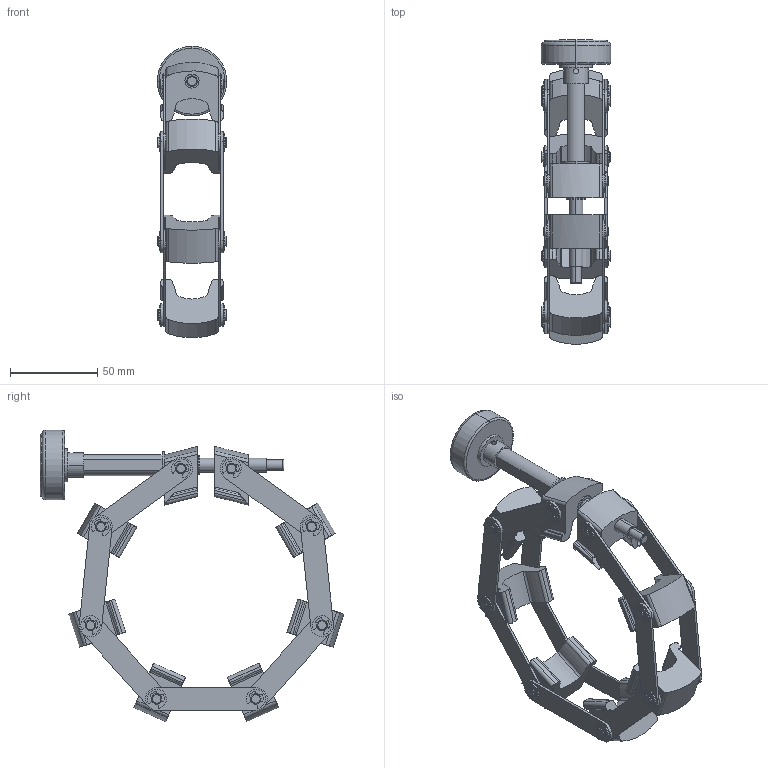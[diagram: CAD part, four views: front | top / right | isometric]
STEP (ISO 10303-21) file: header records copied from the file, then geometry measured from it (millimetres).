
FILE_DESCRIPTION( (''), '2;1');
FILE_NAME ('CAD714.2036.VP1080_14440.stp','2016-04-22T10:25:10',(''),(''),'spGate 11.3.9','spGate','');
FILE_SCHEMA (('AUTOMOTIVE_DESIGN'));
Length unit declared in the file: millimetre
Products named in the file (29): Assembly; 品番1・2_mr; 品番1・2; 品番5; 品番6; 品番5_mr; 品番5_mr-1; 品番5_mr-2; 品番5_mr-3; 品番5_mr-4; 品番5_mr-5; 品番5_mr-6; 品番8_mr; C止め輪; 品番8_mr-1; C止め輪_mr; 品番8_mr-2; C止め輪_mr-1; C止め輪_mr-2; C止め輪_mr-3; C止め輪_mr-4; C止め輪_mr-5; C止め輪_mr-6; C止め輪_mr-7; 品番7; 品番3_mr-1; 品番4_mr-1; C止め輪_mr-8; 品番11
Assembly tree (52 placements, depth 2):
  Assembly
    品番1・2_mr
    品番1・2
    品番5  x7
    品番6  x6
    品番5_mr
    品番5_mr-1
    品番5_mr-2
    品番5_mr-3
    品番5_mr-4
    品番5_mr-5
    品番5_mr-6
    品番8_mr  x2
    C止め輪  x8
    品番8_mr-1
    C止め輪_mr
    品番8_mr-2
    C止め輪_mr-1
    C止め輪_mr-2
    C止め輪_mr-3
    C止め輪_mr-4
    C止め輪_mr-5
    C止め輪_mr-6
    C止め輪_mr-7
    品番7  x6
    品番3_mr-1
    品番4_mr-1
    C止め輪_mr-8
    品番11
Bounding box: 40.2 x 174.46 x 167.4 mm (x, y, z)
Volume: 139958.7 mm3; surface area: 80138.5 mm2
Topology: 52 solids, 52 shells, 955 faces, 2448 edges, 1635 vertices
Faces by surface type: cylinder 563, plane 344, bspline 48
Entity records: 27521 total; most frequent: CARTESIAN_POINT 4147, DIRECTION 2708, ORIENTED_EDGE 2568, COLOUR_RGB 1807, PRESENTATION_STYLE_ASSIGNMENT 1807, STYLED_ITEM 1807, EDGE_CURVE 1284, DRAUGHTING_PRE_DEFINED_CURVE_FONT 1284
